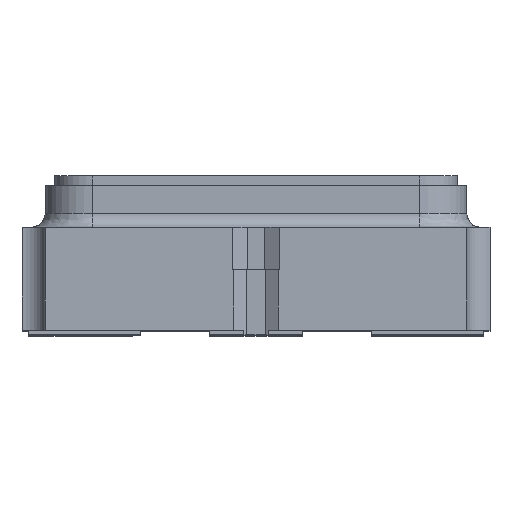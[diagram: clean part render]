
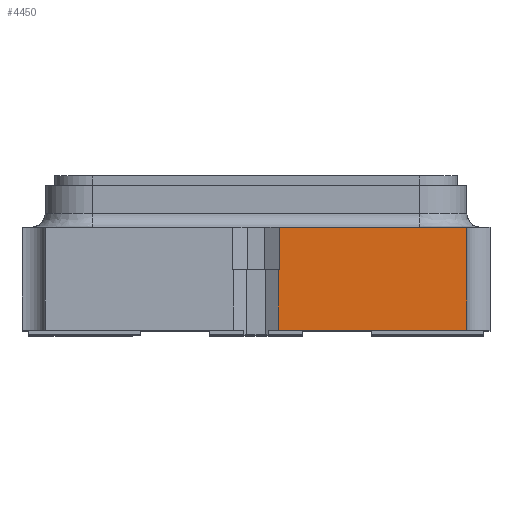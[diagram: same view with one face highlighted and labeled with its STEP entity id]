
A CAD part, top view. The second image highlights one B-rep face of the part: STEP entity #4450.
In plain terms, the highlighted free-form (B-spline) face has degree [1, 1] with [2, 2] control points.
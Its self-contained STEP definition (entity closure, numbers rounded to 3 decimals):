
#4450 = ADVANCED_FACE('',(#4451),#4465,.T.);
#4451 = FACE_BOUND('',#4452,.T.);
#4452 = EDGE_LOOP('',(#4453,#4475,#4490,#4505,#4520,#4535,#4550,#4565));
#4453 = ORIENTED_EDGE('',*,*,#4454,.T.);
#4454 = EDGE_CURVE('',#4455,#4457,#4459,.T.);
#4455 = VERTEX_POINT('',#4456);
#4456 = CARTESIAN_POINT('',(0.24,0.7,3.5));
#4457 = VERTEX_POINT('',#4458);
#4458 = CARTESIAN_POINT('',(0.25,0.7,3.5));
#4459 = SURFACE_CURVE('',#4460,(#4464),.PCURVE_S1.);
#4460 = LINE('',#4461,#4462);
#4461 = CARTESIAN_POINT('',(0.24,0.7,3.5));
#4462 = VECTOR('',#4463,1.);
#4463 = DIRECTION('',(1.,0.,0.));
#4464 = PCURVE('',#4465,#4470);
#4465 = B_SPLINE_SURFACE_WITH_KNOTS('',1,1,(
    (#4466,#4467)
    ,(#4468,#4469
    )),.UNSPECIFIED.,.F.,.F.,.F.,(2,2),(2,2),(0.,1.),(0.,1.),
  .PIECEWISE_BEZIER_KNOTS.);
#4466 = CARTESIAN_POINT('',(2.25,0.049,3.5));
#4467 = CARTESIAN_POINT('',(2.25,1.15,3.5));
#4468 = CARTESIAN_POINT('',(0.24,0.049,3.5));
#4469 = CARTESIAN_POINT('',(0.24,1.15,3.5));
#4470 = DEFINITIONAL_REPRESENTATION('',(#4471),#4474);
#4471 = B_SPLINE_CURVE_WITH_KNOTS('',1,(#4472,#4473),.UNSPECIFIED.,.F.,
  .F.,(2,2),(0.,0.01),.PIECEWISE_BEZIER_KNOTS.);
#4472 = CARTESIAN_POINT('',(1.,0.591));
#4473 = CARTESIAN_POINT('',(0.995,0.591));
#4474 = ( GEOMETRIC_REPRESENTATION_CONTEXT(2) 
PARAMETRIC_REPRESENTATION_CONTEXT() REPRESENTATION_CONTEXT('2D SPACE',''
  ) );
#4475 = ORIENTED_EDGE('',*,*,#4476,.T.);
#4476 = EDGE_CURVE('',#4457,#4477,#4479,.T.);
#4477 = VERTEX_POINT('',#4478);
#4478 = CARTESIAN_POINT('',(0.25,1.15,3.5));
#4479 = SURFACE_CURVE('',#4480,(#4484),.PCURVE_S1.);
#4480 = LINE('',#4481,#4482);
#4481 = CARTESIAN_POINT('',(0.25,0.7,3.5));
#4482 = VECTOR('',#4483,1.);
#4483 = DIRECTION('',(0.,1.,0.));
#4484 = PCURVE('',#4465,#4485);
#4485 = DEFINITIONAL_REPRESENTATION('',(#4486),#4489);
#4486 = B_SPLINE_CURVE_WITH_KNOTS('',1,(#4487,#4488),.UNSPECIFIED.,.F.,
  .F.,(2,2),(0.,0.45),.PIECEWISE_BEZIER_KNOTS.);
#4487 = CARTESIAN_POINT('',(0.995,0.591));
#4488 = CARTESIAN_POINT('',(0.995,1.));
#4489 = ( GEOMETRIC_REPRESENTATION_CONTEXT(2) 
PARAMETRIC_REPRESENTATION_CONTEXT() REPRESENTATION_CONTEXT('2D SPACE',''
  ) );
#4490 = ORIENTED_EDGE('',*,*,#4491,.T.);
#4491 = EDGE_CURVE('',#4477,#4492,#4494,.T.);
#4492 = VERTEX_POINT('',#4493);
#4493 = CARTESIAN_POINT('',(2.25,1.15,3.5));
#4494 = SURFACE_CURVE('',#4495,(#4499),.PCURVE_S1.);
#4495 = LINE('',#4496,#4497);
#4496 = CARTESIAN_POINT('',(0.25,1.15,3.5));
#4497 = VECTOR('',#4498,1.);
#4498 = DIRECTION('',(1.,0.,0.));
#4499 = PCURVE('',#4465,#4500);
#4500 = DEFINITIONAL_REPRESENTATION('',(#4501),#4504);
#4501 = B_SPLINE_CURVE_WITH_KNOTS('',1,(#4502,#4503),.UNSPECIFIED.,.F.,
  .F.,(2,2),(0.,2.),.PIECEWISE_BEZIER_KNOTS.);
#4502 = CARTESIAN_POINT('',(0.995,1.));
#4503 = CARTESIAN_POINT('',(0.,1.));
#4504 = ( GEOMETRIC_REPRESENTATION_CONTEXT(2) 
PARAMETRIC_REPRESENTATION_CONTEXT() REPRESENTATION_CONTEXT('2D SPACE',''
  ) );
#4505 = ORIENTED_EDGE('',*,*,#4506,.T.);
#4506 = EDGE_CURVE('',#4492,#4507,#4509,.T.);
#4507 = VERTEX_POINT('',#4508);
#4508 = CARTESIAN_POINT('',(2.25,0.05,3.5));
#4509 = SURFACE_CURVE('',#4510,(#4514),.PCURVE_S1.);
#4510 = LINE('',#4511,#4512);
#4511 = CARTESIAN_POINT('',(2.25,1.15,3.5));
#4512 = VECTOR('',#4513,1.);
#4513 = DIRECTION('',(0.,-1.,0.));
#4514 = PCURVE('',#4465,#4515);
#4515 = DEFINITIONAL_REPRESENTATION('',(#4516),#4519);
#4516 = B_SPLINE_CURVE_WITH_KNOTS('',1,(#4517,#4518),.UNSPECIFIED.,.F.,
  .F.,(2,2),(0.,1.1),.PIECEWISE_BEZIER_KNOTS.);
#4517 = CARTESIAN_POINT('',(0.,1.));
#4518 = CARTESIAN_POINT('',(0.,0.001));
#4519 = ( GEOMETRIC_REPRESENTATION_CONTEXT(2) 
PARAMETRIC_REPRESENTATION_CONTEXT() REPRESENTATION_CONTEXT('2D SPACE',''
  ) );
#4520 = ORIENTED_EDGE('',*,*,#4521,.T.);
#4521 = EDGE_CURVE('',#4507,#4522,#4524,.T.);
#4522 = VERTEX_POINT('',#4523);
#4523 = CARTESIAN_POINT('',(0.25,0.05,3.5));
#4524 = SURFACE_CURVE('',#4525,(#4529),.PCURVE_S1.);
#4525 = LINE('',#4526,#4527);
#4526 = CARTESIAN_POINT('',(2.25,0.05,3.5));
#4527 = VECTOR('',#4528,1.);
#4528 = DIRECTION('',(-1.,0.,0.));
#4529 = PCURVE('',#4465,#4530);
#4530 = DEFINITIONAL_REPRESENTATION('',(#4531),#4534);
#4531 = B_SPLINE_CURVE_WITH_KNOTS('',1,(#4532,#4533),.UNSPECIFIED.,.F.,
  .F.,(2,2),(0.,2.),.PIECEWISE_BEZIER_KNOTS.);
#4532 = CARTESIAN_POINT('',(0.,0.001));
#4533 = CARTESIAN_POINT('',(0.995,0.001));
#4534 = ( GEOMETRIC_REPRESENTATION_CONTEXT(2) 
PARAMETRIC_REPRESENTATION_CONTEXT() REPRESENTATION_CONTEXT('2D SPACE',''
  ) );
#4535 = ORIENTED_EDGE('',*,*,#4536,.T.);
#4536 = EDGE_CURVE('',#4522,#4537,#4539,.T.);
#4537 = VERTEX_POINT('',#4538);
#4538 = CARTESIAN_POINT('',(0.25,0.049,3.5));
#4539 = SURFACE_CURVE('',#4540,(#4544),.PCURVE_S1.);
#4540 = LINE('',#4541,#4542);
#4541 = CARTESIAN_POINT('',(0.25,0.05,3.5));
#4542 = VECTOR('',#4543,1.);
#4543 = DIRECTION('',(0.,-1.,0.));
#4544 = PCURVE('',#4465,#4545);
#4545 = DEFINITIONAL_REPRESENTATION('',(#4546),#4549);
#4546 = B_SPLINE_CURVE_WITH_KNOTS('',1,(#4547,#4548),.UNSPECIFIED.,.F.,
  .F.,(2,2),(0.,0.001),.PIECEWISE_BEZIER_KNOTS.);
#4547 = CARTESIAN_POINT('',(0.995,0.001));
#4548 = CARTESIAN_POINT('',(0.995,0.));
#4549 = ( GEOMETRIC_REPRESENTATION_CONTEXT(2) 
PARAMETRIC_REPRESENTATION_CONTEXT() REPRESENTATION_CONTEXT('2D SPACE',''
  ) );
#4550 = ORIENTED_EDGE('',*,*,#4551,.T.);
#4551 = EDGE_CURVE('',#4537,#4552,#4554,.T.);
#4552 = VERTEX_POINT('',#4553);
#4553 = CARTESIAN_POINT('',(0.24,0.049,3.5));
#4554 = SURFACE_CURVE('',#4555,(#4559),.PCURVE_S1.);
#4555 = LINE('',#4556,#4557);
#4556 = CARTESIAN_POINT('',(0.25,0.049,3.5));
#4557 = VECTOR('',#4558,1.);
#4558 = DIRECTION('',(-1.,0.,0.));
#4559 = PCURVE('',#4465,#4560);
#4560 = DEFINITIONAL_REPRESENTATION('',(#4561),#4564);
#4561 = B_SPLINE_CURVE_WITH_KNOTS('',1,(#4562,#4563),.UNSPECIFIED.,.F.,
  .F.,(2,2),(0.,0.01),.PIECEWISE_BEZIER_KNOTS.);
#4562 = CARTESIAN_POINT('',(0.995,0.));
#4563 = CARTESIAN_POINT('',(1.,0.));
#4564 = ( GEOMETRIC_REPRESENTATION_CONTEXT(2) 
PARAMETRIC_REPRESENTATION_CONTEXT() REPRESENTATION_CONTEXT('2D SPACE',''
  ) );
#4565 = ORIENTED_EDGE('',*,*,#4566,.T.);
#4566 = EDGE_CURVE('',#4552,#4455,#4567,.T.);
#4567 = SURFACE_CURVE('',#4568,(#4572),.PCURVE_S1.);
#4568 = LINE('',#4569,#4570);
#4569 = CARTESIAN_POINT('',(0.24,0.049,3.5));
#4570 = VECTOR('',#4571,1.);
#4571 = DIRECTION('',(0.,1.,0.));
#4572 = PCURVE('',#4465,#4573);
#4573 = DEFINITIONAL_REPRESENTATION('',(#4574),#4577);
#4574 = B_SPLINE_CURVE_WITH_KNOTS('',1,(#4575,#4576),.UNSPECIFIED.,.F.,
  .F.,(2,2),(0.,0.651),.PIECEWISE_BEZIER_KNOTS.);
#4575 = CARTESIAN_POINT('',(1.,0.));
#4576 = CARTESIAN_POINT('',(1.,0.591));
#4577 = ( GEOMETRIC_REPRESENTATION_CONTEXT(2) 
PARAMETRIC_REPRESENTATION_CONTEXT() REPRESENTATION_CONTEXT('2D SPACE',''
  ) );
